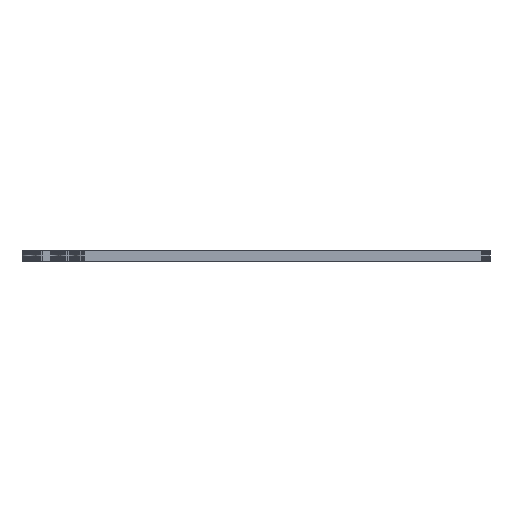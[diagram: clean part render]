
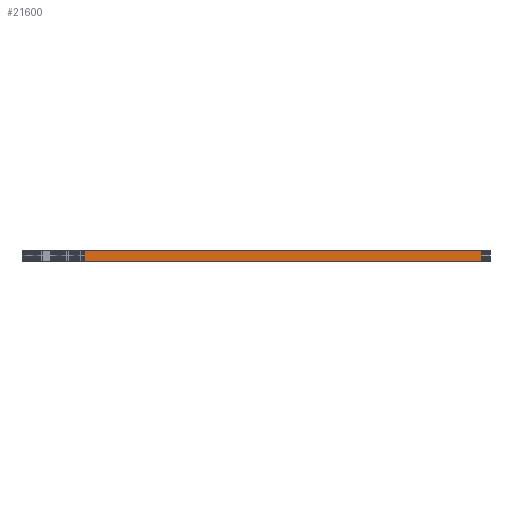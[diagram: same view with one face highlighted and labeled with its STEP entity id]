
A CAD part, left-side view. The second image highlights one B-rep face of the part: STEP entity #21600.
In plain terms, the highlighted planar face has unit normal (-1, 0, 0).
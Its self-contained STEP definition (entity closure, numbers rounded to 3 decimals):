
#1460=ORIENTED_EDGE('',*,*,#7448,.T.);
#1461=ORIENTED_EDGE('',*,*,#7449,.F.);
#1462=ORIENTED_EDGE('',*,*,#7450,.F.);
#1463=ORIENTED_EDGE('',*,*,#7446,.T.);
#7446=EDGE_CURVE('',#10267,#10266,#12726,.T.);
#7448=EDGE_CURVE('',#10266,#10268,#12728,.T.);
#7449=EDGE_CURVE('',#10269,#10268,#12729,.T.);
#7450=EDGE_CURVE('',#10267,#10269,#12730,.T.);
#10266=VERTEX_POINT('',#30864);
#10267=VERTEX_POINT('',#30866);
#10268=VERTEX_POINT('',#30870);
#10269=VERTEX_POINT('',#30872);
#12726=LINE('',#30865,#15894);
#12728=LINE('',#30869,#15896);
#12729=LINE('',#30871,#15897);
#12730=LINE('',#30873,#15898);
#15894=VECTOR('',#25191,1000.);
#15896=VECTOR('',#25195,1000.);
#15897=VECTOR('',#25196,1000.);
#15898=VECTOR('',#25197,1000.);
#18326=EDGE_LOOP('',(#1460,#1461,#1462,#1463));
#19434=FACE_BOUND('',#18326,.T.);
#20542=PLANE('',#22671);
#21600=ADVANCED_FACE('',(#19434),#20542,.F.);
#22671=AXIS2_PLACEMENT_3D('',#30868,#25193,#25194);
#25191=DIRECTION('',(0.,0.,-1.));
#25193=DIRECTION('',(1.,0.,0.));
#25194=DIRECTION('',(0.,0.,-1.));
#25195=DIRECTION('',(0.,-1.,0.));
#25196=DIRECTION('',(0.,0.,-1.));
#25197=DIRECTION('',(0.,-1.,0.));
#30864=CARTESIAN_POINT('',(-69.031,32.937,0.));
#30865=CARTESIAN_POINT('',(-69.031,32.937,2.));
#30866=CARTESIAN_POINT('',(-69.031,32.937,2.));
#30868=CARTESIAN_POINT('',(-69.031,28.272,2.));
#30869=CARTESIAN_POINT('',(-69.031,28.272,0.));
#30870=CARTESIAN_POINT('',(-69.031,-43.262,0.));
#30871=CARTESIAN_POINT('',(-69.031,-43.262,2.));
#30872=CARTESIAN_POINT('',(-69.031,-43.262,2.));
#30873=CARTESIAN_POINT('',(-69.031,28.272,2.));
